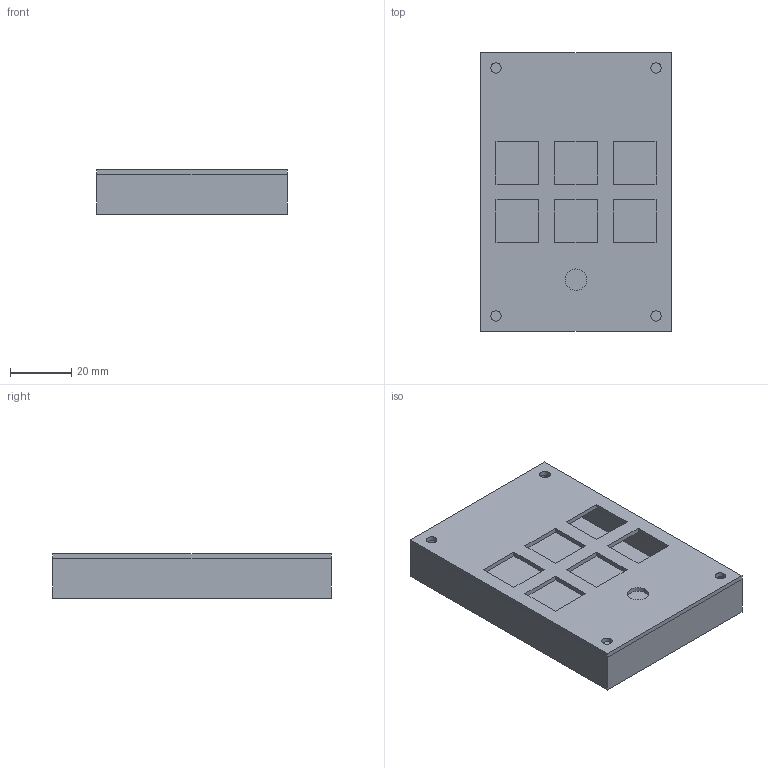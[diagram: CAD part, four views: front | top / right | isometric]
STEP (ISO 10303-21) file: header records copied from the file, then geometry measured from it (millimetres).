
FILE_DESCRIPTION(/* description */ (''),/* implementation_level */ '2;1');
FILE_NAME(/* name */ 'hacpadv2.step',/* time_stamp */ '2025-12-05T19:05:23-06:00',/* author */ (''),/* organization */ (''),/* preprocessor_version */ 'ST-DEVELOPER v20.1',/* originating_system */ 'Autodesk Translation Framework v14.21.0.0',/* authorisation */ '');
FILE_SCHEMA (('AUTOMOTIVE_DESIGN { 1 0 10303 214 3 1 1 }'));
Length unit declared in the file: millimetre
Products named in the file (3): 2025-11-27-00-55-57-840; 2025-12-05-19-03-54-705; 2025-12-05-19-03-54-994
Assembly tree (2 placements, depth 2):
  2025-11-27-00-55-57-840
    2025-12-05-19-03-54-705
    2025-12-05-19-03-54-994
Bounding box: 62.15 x 90.72 x 14.5 mm (x, y, z)
Volume: 27558.9 mm3; surface area: 28453.1 mm2
Topology: 2 solids, 2 shells, 93 faces, 239 edges, 154 vertices
Faces by surface type: plane 72, cylinder 21
Full cylindrical faces by diameter (mm): 3.4 x4, 7 x1
Entity records: 2972 total; most frequent: CARTESIAN_POINT 499, ORIENTED_EDGE 494, DIRECTION 485, EDGE_CURVE 247, LINE 205, VECTOR 205, VERTEX_POINT 154, AXIS2_PLACEMENT_3D 140
